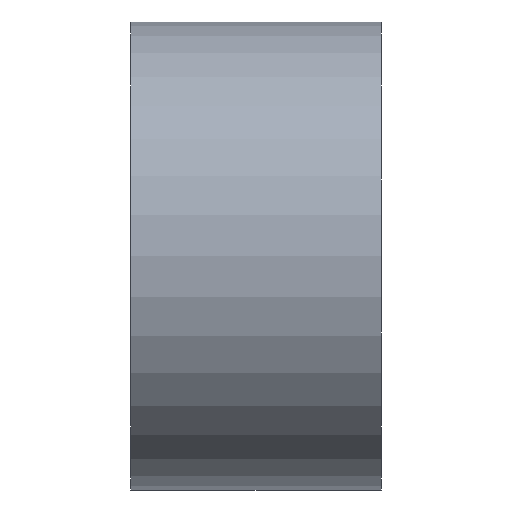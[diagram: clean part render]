
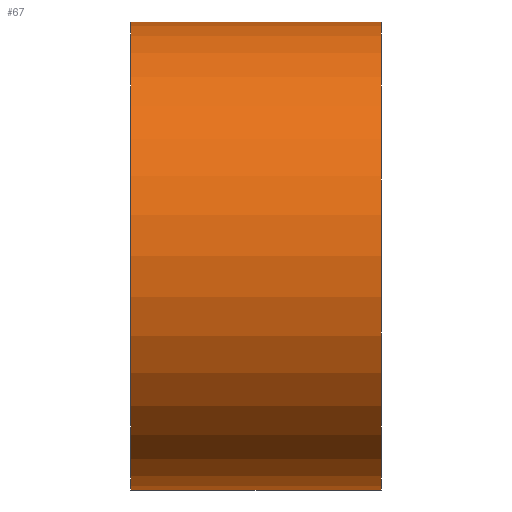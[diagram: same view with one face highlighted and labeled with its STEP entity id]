
A CAD part, front view. The second image highlights one B-rep face of the part: STEP entity #67.
In plain terms, the highlighted cylindrical face has radius 7.948 mm (diameter 15.896 mm), a full revolution.
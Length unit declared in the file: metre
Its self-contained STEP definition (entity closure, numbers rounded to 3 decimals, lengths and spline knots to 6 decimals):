
#25=ORIENTED_EDGE('',*,*,#33,.T.);
#26=ORIENTED_EDGE('',*,*,#34,.F.);
#33=EDGE_CURVE('',#37,#37,#41,.T.);
#34=EDGE_CURVE('',#38,#38,#42,.T.);
#37=VERTEX_POINT('',#153);
#38=VERTEX_POINT('',#155);
#41=CIRCLE('',#120,0.007948);
#42=CIRCLE('',#121,0.007948);
#45=EDGE_LOOP('',(#25));
#46=EDGE_LOOP('',(#26));
#53=FACE_BOUND('',#45,.T.);
#54=FACE_BOUND('',#46,.T.);
#60=CYLINDRICAL_SURFACE('',#119,0.007948);
#67=ADVANCED_FACE('',(#53,#54),#60,.T.);
#119=AXIS2_PLACEMENT_3D('',#151,#133,#134);
#120=AXIS2_PLACEMENT_3D('',#152,#135,#136);
#121=AXIS2_PLACEMENT_3D('',#154,#137,#138);
#133=DIRECTION('',(1.,0.,0.));
#134=DIRECTION('',(0.,0.,-1.));
#135=DIRECTION('',(1.,0.,0.));
#136=DIRECTION('',(0.,0.,-1.));
#137=DIRECTION('',(1.,0.,0.));
#138=DIRECTION('',(0.,0.,-1.));
#151=CARTESIAN_POINT('',(-0.002,-0.023407,-0.008778));
#152=CARTESIAN_POINT('',(-0.002,-0.023407,-0.008778));
#153=CARTESIAN_POINT('',(-0.002,-0.023407,-0.016726));
#154=CARTESIAN_POINT('',(0.0065,-0.023407,-0.008778));
#155=CARTESIAN_POINT('',(0.0065,-0.023407,-0.016726));
